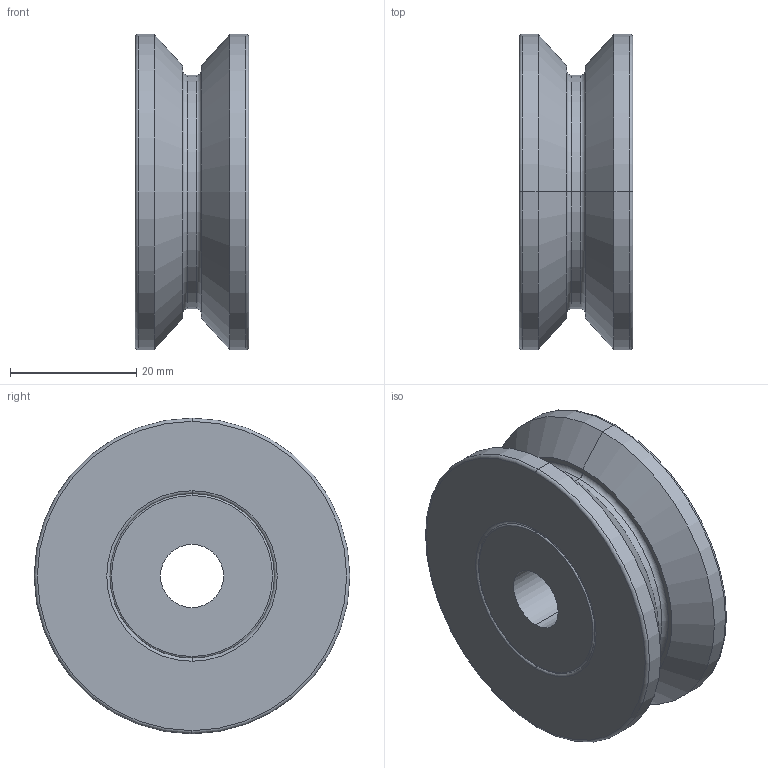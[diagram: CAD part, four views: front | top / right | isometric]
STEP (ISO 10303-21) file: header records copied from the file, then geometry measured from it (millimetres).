
FILE_DESCRIPTION (( 'STEP AP214' ), '1' );
FILE_NAME ('5227-V Groove Steel Wheel 50mm dia 120kg.STEP', '2025-10-05T22:51:40', ( '' ), ( '' ), 'SwSTEP 2.0', 'SolidWorks 2025', '' );
FILE_SCHEMA (( 'AUTOMOTIVE_DESIGN' ));
Length unit declared in the file: millimetre
Products named in the file (1): 5227-V Groove Steel Wheel 50mm dia 120kg
Bounding box: 18 x 50 x 50 mm (x, y, z)
Volume: 27966.2 mm3; surface area: 7860.4 mm2
Topology: 1 solids, 1 shells, 38 faces, 76 edges, 44 vertices
Faces by surface type: torus 16, cylinder 12, plane 6, cone 4
Entity records: 1027 total; most frequent: DIRECTION 214, CARTESIAN_POINT 159, ORIENTED_EDGE 152, AXIS2_PLACEMENT_3D 99, EDGE_CURVE 76, CIRCLE 60, EDGE_LOOP 44, VERTEX_POINT 44
